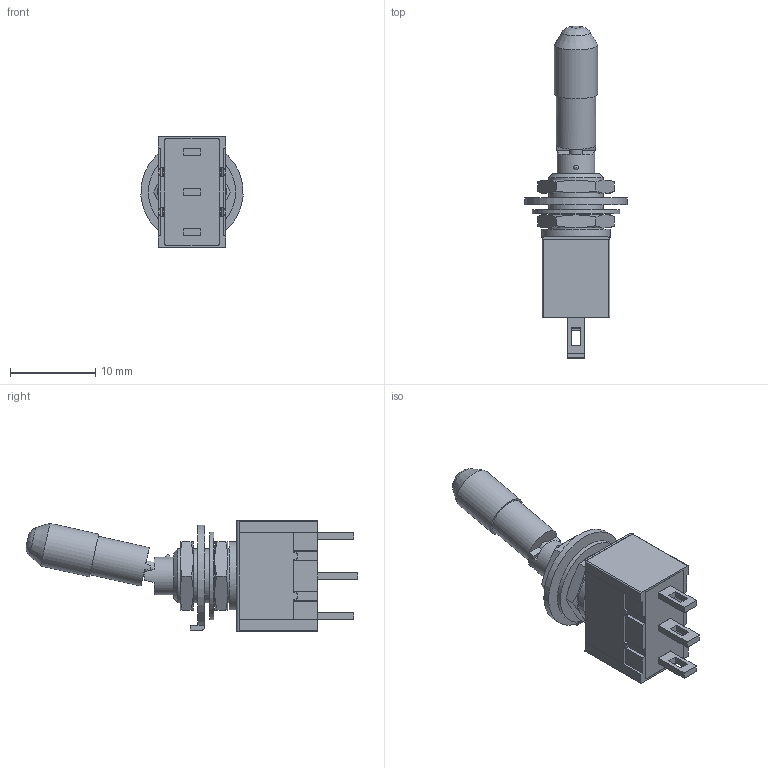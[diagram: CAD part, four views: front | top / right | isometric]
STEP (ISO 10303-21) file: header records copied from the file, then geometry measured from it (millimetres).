
FILE_DESCRIPTION( ( 'STEP AP203' ), ' ' );
FILE_NAME( 'M2012LL1W01.stp', '2016-03-12T12:56:37', ( '' ), ( '' ), ' ', 'PARTsolutions', ' ' );
FILE_SCHEMA( ( 'CONFIG_CONTROL_DESIGN' ) );
Length unit declared in the file: inch
Products named in the file (10): M2012LL1W01; _M20123LL1W01-switch; _M201L1M201-bushing; _M20L1M20L12-contact; _M20L-toggles; _M20L-caps; _AT513H; _AT507H; _AT509; _M201201-terminals
Assembly tree (10 placements, depth 2):
  M2012LL1W01
    _M20123LL1W01-switch
    _M201L1M201-bushing
    _M20L1M20L12-contact
    _M20L-toggles
    _M20L-caps
    _AT513H  x2
    _AT507H
    _AT509
    _M201201-terminals
Bounding box: 11.95 x 38.88 x 13 mm (x, y, z)
Volume: 1683.3 mm3; surface area: 2615.6 mm2
Topology: 10 solids, 10 shells, 274 faces, 718 edges, 471 vertices
Faces by surface type: plane 187, cylinder 55, cone 30, sphere 1, bspline 1
Full cylindrical faces by diameter (mm): 1.524 x1, 4.445 x2, 4.597 x1, 5.105 x1, 5.367 x2, 10.211 x1
Entity records: 8033 total; most frequent: CARTESIAN_POINT 1473, DIRECTION 1289, ORIENTED_EDGE 1288, EDGE_CURVE 644, LINE 467, VECTOR 467, VERTEX_POINT 431, AXIS2_PLACEMENT_3D 411
